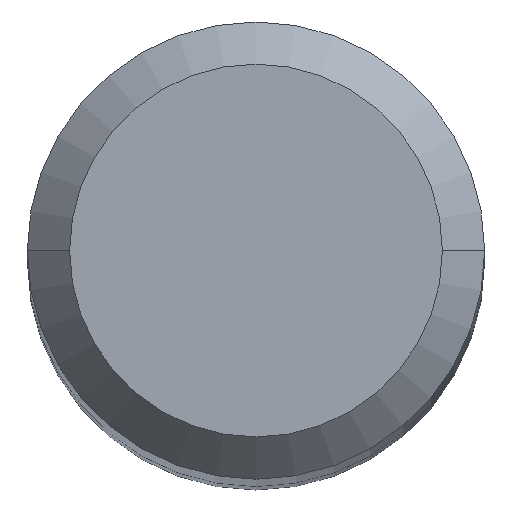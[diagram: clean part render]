
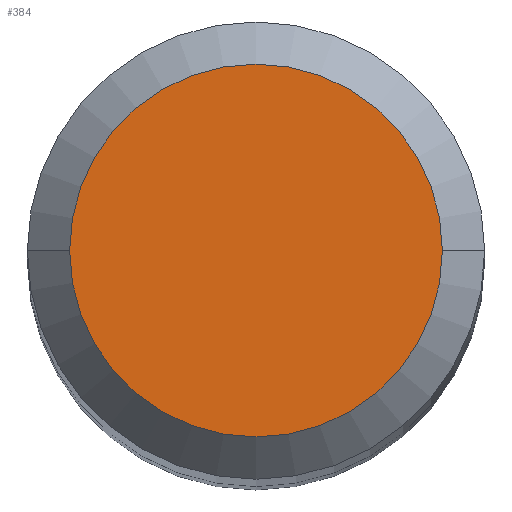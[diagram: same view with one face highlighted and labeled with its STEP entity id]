
A CAD part, top view. The second image highlights one B-rep face of the part: STEP entity #384.
In plain terms, the highlighted planar face has unit normal (0, 0, 1).
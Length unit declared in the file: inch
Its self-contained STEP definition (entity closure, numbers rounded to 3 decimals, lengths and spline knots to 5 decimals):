
#48 = FACE_OUTER_BOUND ( 'NONE', #118, .T. ) ;
#56 = CARTESIAN_POINT ( 'NONE',  ( 0., 0., 0. ) ) ;
#70 = DIRECTION ( 'NONE',  ( 0., 0., 1. ) ) ;
#94 = DIRECTION ( 'NONE',  ( 1., 0., 0. ) ) ;
#101 = VERTEX_POINT ( 'NONE', #371 ) ;
#102 = AXIS2_PLACEMENT_3D ( 'NONE', #411, #70, #319 ) ;
#110 = EDGE_CURVE ( 'NONE', #177, #101, #375, .T. ) ;
#112 = DIRECTION ( 'NONE',  ( 0., 0., -1. ) ) ;
#118 = EDGE_LOOP ( 'NONE', ( #255, #285 ) ) ;
#149 = EDGE_CURVE ( 'NONE', #101, #177, #280, .T. ) ;
#173 = PLANE ( 'NONE',  #321 ) ;
#177 = VERTEX_POINT ( 'NONE', #325 ) ;
#189 = DIRECTION ( 'NONE',  ( 0., 0., 1. ) ) ;
#196 = DIRECTION ( 'NONE',  ( -1., 0., 0. ) ) ;
#255 = ORIENTED_EDGE ( 'NONE', *, *, #149, .T. ) ;
#280 = CIRCLE ( 'NONE', #102, 0.08825 ) ;
#285 = ORIENTED_EDGE ( 'NONE', *, *, #110, .T. ) ;
#297 = CARTESIAN_POINT ( 'NONE',  ( 0., 0., 0. ) ) ;
#319 = DIRECTION ( 'NONE',  ( 1., 0., 0. ) ) ;
#321 = AXIS2_PLACEMENT_3D ( 'NONE', #297, #112, #196 ) ;
#325 = CARTESIAN_POINT ( 'NONE',  ( 0.08825, 0., 0. ) ) ;
#371 = CARTESIAN_POINT ( 'NONE',  ( -0.08825, 0., 0. ) ) ;
#375 = CIRCLE ( 'NONE', #385, 0.08825 ) ;
#384 = ADVANCED_FACE ( 'NONE', ( #48 ), #173, .F. ) ;
#385 = AXIS2_PLACEMENT_3D ( 'NONE', #56, #189, #94 ) ;
#411 = CARTESIAN_POINT ( 'NONE',  ( 0., 0., 0. ) ) ;
